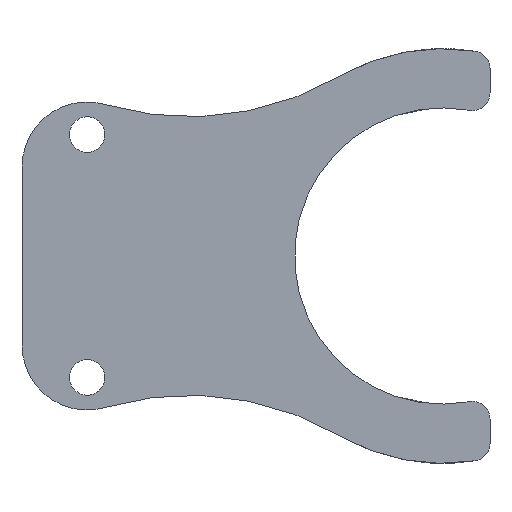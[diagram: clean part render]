
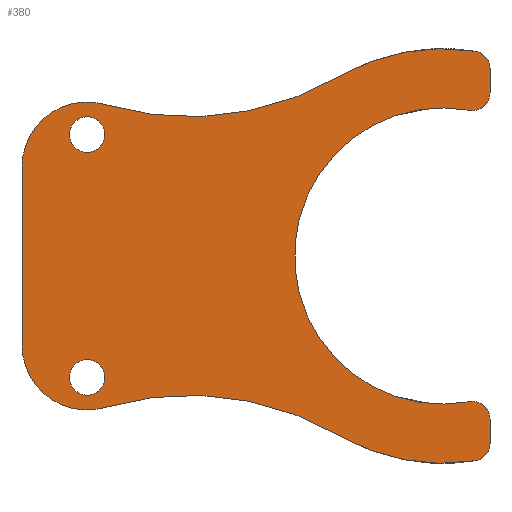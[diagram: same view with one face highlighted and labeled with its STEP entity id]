
A CAD part, front view. The second image highlights one B-rep face of the part: STEP entity #380.
In plain terms, the highlighted planar face has unit normal (0, -1, 0).
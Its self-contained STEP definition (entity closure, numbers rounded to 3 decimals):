
#37=FACE_BOUND('',#69,.T.);
#38=FACE_BOUND('',#70,.T.);
#46=FACE_OUTER_BOUND('',#68,.T.);
#68=EDGE_LOOP('',(#279,#280,#281,#282,#283,#284,#285,#286,#287,#288,#289,
#290,#291,#292));
#69=EDGE_LOOP('',(#293));
#70=EDGE_LOOP('',(#294));
#96=LINE('',#618,#120);
#97=LINE('',#626,#121);
#98=LINE('',#636,#122);
#120=VECTOR('',#500,10.);
#121=VECTOR('',#507,10.);
#122=VECTOR('',#516,10.);
#152=CIRCLE('',#427,1.5);
#153=CIRCLE('',#429,1.5);
#154=CIRCLE('',#430,12.5);
#155=CIRCLE('',#431,1.5);
#156=CIRCLE('',#432,1.5);
#157=CIRCLE('',#433,17.5);
#158=CIRCLE('',#434,25.);
#159=CIRCLE('',#435,5.5);
#160=CIRCLE('',#436,5.5);
#161=CIRCLE('',#437,25.);
#162=CIRCLE('',#438,17.5);
#163=CIRCLE('',#439,1.5);
#164=CIRCLE('',#440,1.5);
#181=VERTEX_POINT('',#611);
#182=VERTEX_POINT('',#612);
#183=VERTEX_POINT('',#617);
#184=VERTEX_POINT('',#619);
#185=VERTEX_POINT('',#621);
#186=VERTEX_POINT('',#623);
#187=VERTEX_POINT('',#625);
#188=VERTEX_POINT('',#627);
#189=VERTEX_POINT('',#629);
#190=VERTEX_POINT('',#631);
#191=VERTEX_POINT('',#633);
#192=VERTEX_POINT('',#635);
#193=VERTEX_POINT('',#637);
#194=VERTEX_POINT('',#639);
#195=VERTEX_POINT('',#642);
#196=VERTEX_POINT('',#644);
#219=EDGE_CURVE('',#181,#182,#152,.T.);
#222=EDGE_CURVE('',#181,#183,#96,.T.);
#223=EDGE_CURVE('',#184,#183,#153,.T.);
#224=EDGE_CURVE('',#184,#185,#154,.T.);
#225=EDGE_CURVE('',#186,#185,#155,.T.);
#226=EDGE_CURVE('',#186,#187,#97,.T.);
#227=EDGE_CURVE('',#188,#187,#156,.T.);
#228=EDGE_CURVE('',#188,#189,#157,.T.);
#229=EDGE_CURVE('',#190,#189,#158,.T.);
#230=EDGE_CURVE('',#190,#191,#159,.T.);
#231=EDGE_CURVE('',#191,#192,#98,.T.);
#232=EDGE_CURVE('',#192,#193,#160,.T.);
#233=EDGE_CURVE('',#194,#193,#161,.T.);
#234=EDGE_CURVE('',#194,#182,#162,.T.);
#235=EDGE_CURVE('',#195,#195,#163,.T.);
#236=EDGE_CURVE('',#196,#196,#164,.T.);
#279=ORIENTED_EDGE('',*,*,#219,.F.);
#280=ORIENTED_EDGE('',*,*,#222,.T.);
#281=ORIENTED_EDGE('',*,*,#223,.F.);
#282=ORIENTED_EDGE('',*,*,#224,.T.);
#283=ORIENTED_EDGE('',*,*,#225,.F.);
#284=ORIENTED_EDGE('',*,*,#226,.T.);
#285=ORIENTED_EDGE('',*,*,#227,.F.);
#286=ORIENTED_EDGE('',*,*,#228,.T.);
#287=ORIENTED_EDGE('',*,*,#229,.F.);
#288=ORIENTED_EDGE('',*,*,#230,.T.);
#289=ORIENTED_EDGE('',*,*,#231,.T.);
#290=ORIENTED_EDGE('',*,*,#232,.T.);
#291=ORIENTED_EDGE('',*,*,#233,.F.);
#292=ORIENTED_EDGE('',*,*,#234,.T.);
#293=ORIENTED_EDGE('',*,*,#235,.T.);
#294=ORIENTED_EDGE('',*,*,#236,.T.);
#373=PLANE('',#428);
#380=ADVANCED_FACE('',(#46,#37,#38),#373,.T.);
#427=AXIS2_PLACEMENT_3D('',#613,#494,#495);
#428=AXIS2_PLACEMENT_3D('',#616,#498,#499);
#429=AXIS2_PLACEMENT_3D('',#620,#501,#502);
#430=AXIS2_PLACEMENT_3D('',#622,#503,#504);
#431=AXIS2_PLACEMENT_3D('',#624,#505,#506);
#432=AXIS2_PLACEMENT_3D('',#628,#508,#509);
#433=AXIS2_PLACEMENT_3D('',#630,#510,#511);
#434=AXIS2_PLACEMENT_3D('',#632,#512,#513);
#435=AXIS2_PLACEMENT_3D('',#634,#514,#515);
#436=AXIS2_PLACEMENT_3D('',#638,#517,#518);
#437=AXIS2_PLACEMENT_3D('',#640,#519,#520);
#438=AXIS2_PLACEMENT_3D('',#641,#521,#522);
#439=AXIS2_PLACEMENT_3D('',#643,#523,#524);
#440=AXIS2_PLACEMENT_3D('',#645,#525,#526);
#494=DIRECTION('center_axis',(0.,1.,0.));
#495=DIRECTION('ref_axis',(0.76,0.,-0.65));
#498=DIRECTION('center_axis',(0.,-1.,0.));
#499=DIRECTION('ref_axis',(1.,0.,0.));
#500=DIRECTION('',(0.,0.,1.));
#501=DIRECTION('center_axis',(0.,1.,0.));
#502=DIRECTION('ref_axis',(0.641,0.,0.768));
#503=DIRECTION('center_axis',(0.,1.,0.));
#504=DIRECTION('ref_axis',(1.,0.,0.));
#505=DIRECTION('center_axis',(0.,1.,0.));
#506=DIRECTION('ref_axis',(0.641,0.,-0.768));
#507=DIRECTION('',(0.,0.,1.));
#508=DIRECTION('center_axis',(0.,1.,0.));
#509=DIRECTION('ref_axis',(0.76,0.,0.65));
#510=DIRECTION('center_axis',(0.,-1.,0.));
#511=DIRECTION('ref_axis',(1.,0.,0.));
#512=DIRECTION('center_axis',(0.,-1.,0.));
#513=DIRECTION('ref_axis',(-0.502,0.,0.865));
#514=DIRECTION('center_axis',(0.,-1.,0.));
#515=DIRECTION('ref_axis',(1.,0.,0.));
#516=DIRECTION('',(0.,0.,-1.));
#517=DIRECTION('center_axis',(0.,-1.,0.));
#518=DIRECTION('ref_axis',(-1.,0.,0.));
#519=DIRECTION('center_axis',(0.,-1.,0.));
#520=DIRECTION('ref_axis',(0.284,0.,-0.959));
#521=DIRECTION('center_axis',(0.,-1.,0.));
#522=DIRECTION('ref_axis',(1.,0.,0.));
#523=DIRECTION('center_axis',(0.,1.,0.));
#524=DIRECTION('ref_axis',(1.,0.,0.));
#525=DIRECTION('center_axis',(0.,1.,0.));
#526=DIRECTION('ref_axis',(1.,0.,0.));
#611=CARTESIAN_POINT('',(28.5,-5.,-23.303));
#612=CARTESIAN_POINT('',(27.234,-5.,-24.785));
#613=CARTESIAN_POINT('Origin',(27.,-5.,-23.303));
#616=CARTESIAN_POINT('Origin',(8.75,-5.,-7.5));
#617=CARTESIAN_POINT('',(28.5,-5.,-21.275));
#618=CARTESIAN_POINT('',(28.5,-5.,-7.5));
#619=CARTESIAN_POINT('',(26.732,-5.,-19.799));
#620=CARTESIAN_POINT('Origin',(27.,-5.,-21.275));
#621=CARTESIAN_POINT('',(26.732,-5.,4.799));
#622=CARTESIAN_POINT('Origin',(24.5,-5.,-7.5));
#623=CARTESIAN_POINT('',(28.5,-5.,6.275));
#624=CARTESIAN_POINT('Origin',(27.,-5.,6.275));
#625=CARTESIAN_POINT('',(28.5,-5.,8.303));
#626=CARTESIAN_POINT('',(28.5,-5.,-7.5));
#627=CARTESIAN_POINT('',(27.234,-5.,9.785));
#628=CARTESIAN_POINT('Origin',(27.,-5.,8.303));
#629=CARTESIAN_POINT('',(15.709,-5.,7.631));
#630=CARTESIAN_POINT('Origin',(24.5,-5.,-7.5));
#631=CARTESIAN_POINT('',(-3.94,-5.,5.274));
#632=CARTESIAN_POINT('Origin',(3.149,-5.,29.248));
#633=CARTESIAN_POINT('',(-11.,-5.,0.));
#634=CARTESIAN_POINT('Origin',(-5.5,-5.,0.));
#635=CARTESIAN_POINT('',(-11.,-5.,-15.));
#636=CARTESIAN_POINT('',(-11.,-5.,0.));
#637=CARTESIAN_POINT('',(-3.94,-5.,-20.274));
#638=CARTESIAN_POINT('Origin',(-5.5,-5.,-15.));
#639=CARTESIAN_POINT('',(15.709,-5.,-22.631));
#640=CARTESIAN_POINT('Origin',(3.149,-5.,-44.248));
#641=CARTESIAN_POINT('Origin',(24.5,-5.,-7.5));
#642=CARTESIAN_POINT('',(-7.,-5.,-17.75));
#643=CARTESIAN_POINT('Origin',(-5.5,-5.,-17.75));
#644=CARTESIAN_POINT('',(-7.,-5.,2.75));
#645=CARTESIAN_POINT('Origin',(-5.5,-5.,2.75));
